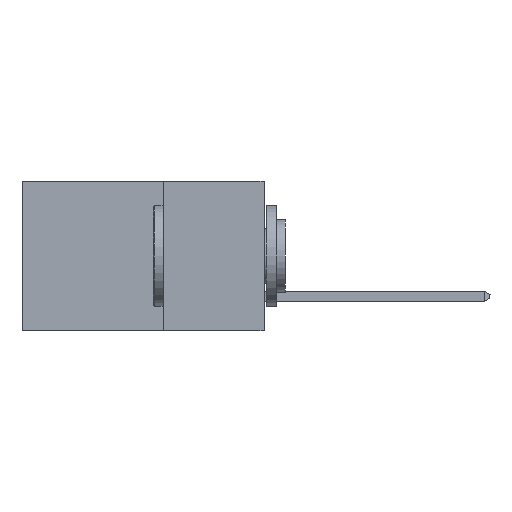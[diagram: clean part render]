
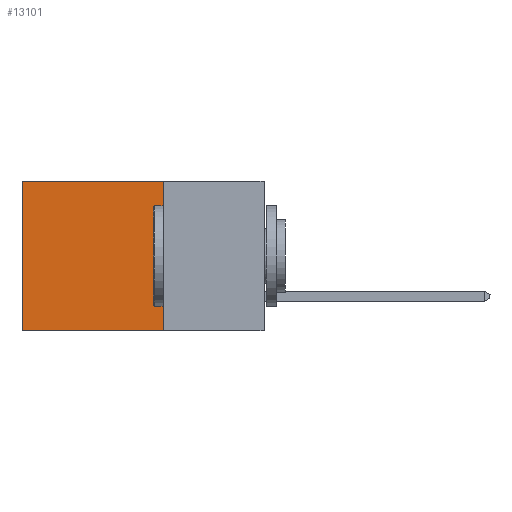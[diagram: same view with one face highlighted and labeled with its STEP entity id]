
A CAD part, left-side view. The second image highlights one B-rep face of the part: STEP entity #13101.
In plain terms, the highlighted planar face has unit normal (-1, 0, 0).
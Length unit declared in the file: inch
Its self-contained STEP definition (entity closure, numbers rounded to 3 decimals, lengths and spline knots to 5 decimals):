
#147 = DIRECTION ( 'NONE',  ( 0., 1., 0. ) ) ;
#270 = ORIENTED_EDGE ( 'NONE', *, *, #1396, .F. ) ;
#1160 = EDGE_CURVE ( 'NONE', #3970, #11787, #12938, .T. ) ;
#1396 = EDGE_CURVE ( 'NONE', #3970, #5292, #5617, .T. ) ;
#1420 = VECTOR ( 'NONE', #11969, 39.37008 ) ;
#2377 = ORIENTED_EDGE ( 'NONE', *, *, #7868, .T. ) ;
#2651 = VECTOR ( 'NONE', #147, 39.37008 ) ;
#2826 = CARTESIAN_POINT ( 'NONE',  ( 0.298, 0.25, 0. ) ) ;
#3970 = VERTEX_POINT ( 'NONE', #11716 ) ;
#4777 = AXIS2_PLACEMENT_3D ( 'NONE', #2826, #16608, #12034 ) ;
#4965 = CARTESIAN_POINT ( 'NONE',  ( 0.298, 0.25, -0.37 ) ) ;
#5292 = VERTEX_POINT ( 'NONE', #7472 ) ;
#5617 = LINE ( 'NONE', #5941, #1420 ) ;
#5799 = PLANE ( 'NONE',  #4777 ) ;
#5941 = CARTESIAN_POINT ( 'NONE',  ( 0.298, 0.25, 0. ) ) ;
#6200 = DIRECTION ( 'NONE',  ( 0., 0., -1. ) ) ;
#6844 = LINE ( 'NONE', #4965, #2651 ) ;
#7023 = LINE ( 'NONE', #10714, #8002 ) ;
#7472 = CARTESIAN_POINT ( 'NONE',  ( 0.298, 0.25, -0.37 ) ) ;
#7868 = EDGE_CURVE ( 'NONE', #11787, #8119, #7023, .T. ) ;
#8002 = VECTOR ( 'NONE', #6200, 39.37008 ) ;
#8119 = VERTEX_POINT ( 'NONE', #8652 ) ;
#8652 = CARTESIAN_POINT ( 'NONE',  ( 0.298, 0.6, -0.37 ) ) ;
#9923 = DIRECTION ( 'NONE',  ( 0., 1., 0. ) ) ;
#10714 = CARTESIAN_POINT ( 'NONE',  ( 0.298, 0.6, 0. ) ) ;
#11716 = CARTESIAN_POINT ( 'NONE',  ( 0.298, 0.25, 0. ) ) ;
#11787 = VERTEX_POINT ( 'NONE', #14073 ) ;
#11969 = DIRECTION ( 'NONE',  ( 0., 0., -1. ) ) ;
#12034 = DIRECTION ( 'NONE',  ( 0., 0., -1. ) ) ;
#12938 = LINE ( 'NONE', #16121, #13649 ) ;
#13101 = ADVANCED_FACE ( 'NONE', ( #14730 ), #5799, .F. ) ;
#13649 = VECTOR ( 'NONE', #9923, 39.37008 ) ;
#14073 = CARTESIAN_POINT ( 'NONE',  ( 0.298, 0.6, 0. ) ) ;
#14730 = FACE_OUTER_BOUND ( 'NONE', #15244, .T. ) ;
#14833 = ORIENTED_EDGE ( 'NONE', *, *, #15529, .F. ) ;
#15244 = EDGE_LOOP ( 'NONE', ( #2377, #14833, #270, #19081 ) ) ;
#15529 = EDGE_CURVE ( 'NONE', #5292, #8119, #6844, .T. ) ;
#16121 = CARTESIAN_POINT ( 'NONE',  ( 0.298, 0.25, 0. ) ) ;
#16608 = DIRECTION ( 'NONE',  ( 1., 0., 0. ) ) ;
#19081 = ORIENTED_EDGE ( 'NONE', *, *, #1160, .T. ) ;
